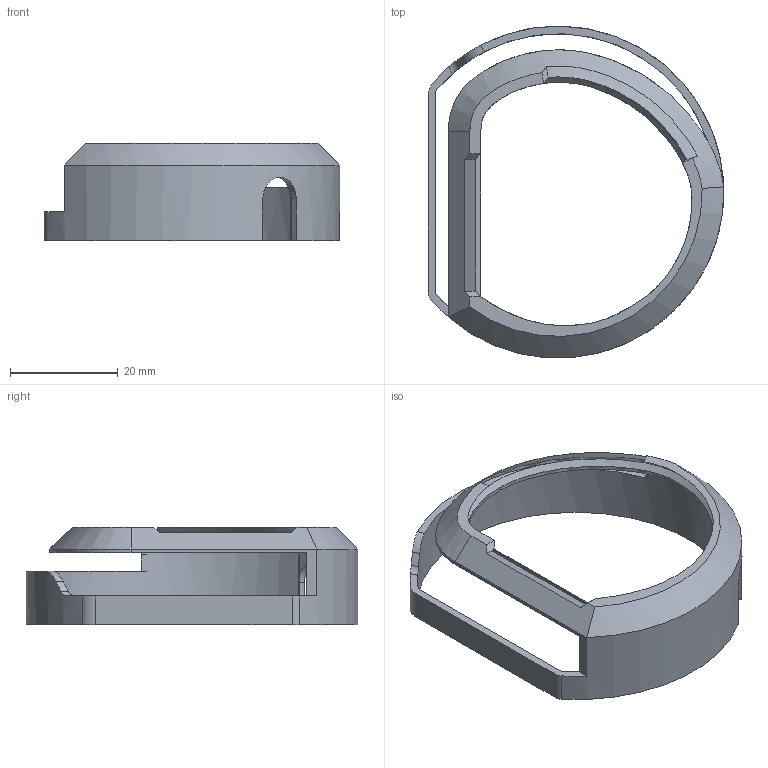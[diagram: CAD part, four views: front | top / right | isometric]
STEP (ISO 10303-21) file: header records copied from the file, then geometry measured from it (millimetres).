
FILE_DESCRIPTION(/* description */ (''),/* implementation_level */ '2;1');
FILE_NAME(/* name */ 'ETVR INDEX VROptician LENSE Mounts.step',/* time_stamp */ '2023-01-06T13:01:26+01:00',/* author */ (''),/* organization */ (''),/* preprocessor_version */ 'ST-DEVELOPER v19.2',/* originating_system */ 'Autodesk Translation Framework v11.17.0.187',/* authorisation */ '');
FILE_SCHEMA (('AUTOMOTIVE_DESIGN { 1 0 10303 214 3 1 1 }'));
Length unit declared in the file: millimetre
Products named in the file (1): iNDEX lENSE
Bounding box: 54.73 x 61.45 x 18 mm (x, y, z)
Volume: 4672.9 mm3; surface area: 6607.8 mm2
Topology: 1 solids, 1 shells, 46 faces, 136 edges, 89 vertices
Faces by surface type: plane 28, cylinder 9, bspline 8, cone 1
Entity records: 3461 total; most frequent: CARTESIAN_POINT 2281, ORIENTED_EDGE 272, DIRECTION 194, EDGE_CURVE 136, VERTEX_POINT 89, LINE 72, VECTOR 72, AXIS2_PLACEMENT_3D 61
